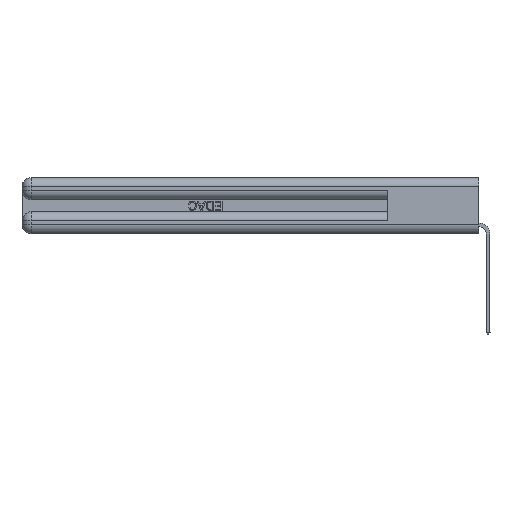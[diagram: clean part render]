
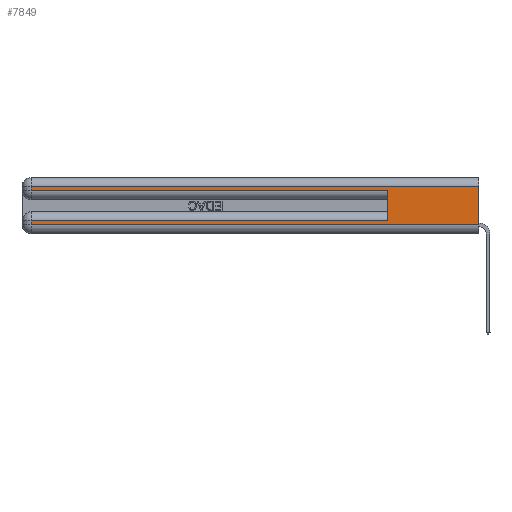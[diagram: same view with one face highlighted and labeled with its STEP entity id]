
A CAD part, left-side view. The second image highlights one B-rep face of the part: STEP entity #7849.
In plain terms, the highlighted planar face has unit normal (-1, 0, 0).
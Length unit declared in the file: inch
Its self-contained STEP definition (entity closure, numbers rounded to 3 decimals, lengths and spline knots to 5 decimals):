
#415 = VERTEX_POINT ( 'NONE', #9898 ) ;
#881 = DIRECTION ( 'NONE',  ( 0., 1., 0. ) ) ;
#1246 = VERTEX_POINT ( 'NONE', #13710 ) ;
#1909 = EDGE_LOOP ( 'NONE', ( #10737, #9843, #16015, #11836, #6500, #28651, #19152, #23675 ) ) ;
#1965 = DIRECTION ( 'NONE',  ( 0., 1., 0. ) ) ;
#1978 = CARTESIAN_POINT ( 'NONE',  ( 0., 2.94, 0.285 ) ) ;
#2082 = EDGE_CURVE ( 'NONE', #14953, #1246, #3789, .T. ) ;
#3199 = EDGE_CURVE ( 'NONE', #13849, #23328, #25070, .T. ) ;
#3637 = AXIS2_PLACEMENT_3D ( 'NONE', #29628, #17266, #15007 ) ;
#3789 = LINE ( 'NONE', #11171, #13904 ) ;
#4521 = CARTESIAN_POINT ( 'NONE',  ( 0., 0., 0.085 ) ) ;
#4611 = EDGE_CURVE ( 'NONE', #9024, #13291, #5314, .T. ) ;
#4986 = LINE ( 'NONE', #29454, #30493 ) ;
#5292 = DIRECTION ( 'NONE',  ( 0., 0., -1. ) ) ;
#5314 = LINE ( 'NONE', #27511, #23185 ) ;
#6500 = ORIENTED_EDGE ( 'NONE', *, *, #11760, .F. ) ;
#6933 = DIRECTION ( 'NONE',  ( 0., -1., 0. ) ) ;
#7849 = ADVANCED_FACE ( 'NONE', ( #22258 ), #12902, .F. ) ;
#8020 = CARTESIAN_POINT ( 'NONE',  ( 0., 2.94, 0.37 ) ) ;
#8455 = VECTOR ( 'NONE', #1965, 39.37008 ) ;
#9024 = VERTEX_POINT ( 'NONE', #16652 ) ;
#9843 = ORIENTED_EDGE ( 'NONE', *, *, #30324, .T. ) ;
#9898 = CARTESIAN_POINT ( 'NONE',  ( 0., 0.6, 0.285 ) ) ;
#10692 = EDGE_CURVE ( 'NONE', #23328, #415, #4986, .T. ) ;
#10737 = ORIENTED_EDGE ( 'NONE', *, *, #4611, .F. ) ;
#11171 = CARTESIAN_POINT ( 'NONE',  ( 0., 2.94, 0.37 ) ) ;
#11453 = EDGE_CURVE ( 'NONE', #1246, #13291, #11846, .T. ) ;
#11683 = LINE ( 'NONE', #16702, #21536 ) ;
#11736 = VECTOR ( 'NONE', #21689, 39.37008 ) ;
#11760 = EDGE_CURVE ( 'NONE', #13625, #415, #11683, .T. ) ;
#11836 = ORIENTED_EDGE ( 'NONE', *, *, #10692, .T. ) ;
#11846 = LINE ( 'NONE', #16548, #11736 ) ;
#12263 = VECTOR ( 'NONE', #881, 39.37008 ) ;
#12852 = EDGE_CURVE ( 'NONE', #13625, #14953, #24005, .T. ) ;
#12902 = PLANE ( 'NONE',  #3637 ) ;
#12928 = CARTESIAN_POINT ( 'NONE',  ( 0., 0., 0.31 ) ) ;
#13291 = VERTEX_POINT ( 'NONE', #27000 ) ;
#13625 = VERTEX_POINT ( 'NONE', #13636 ) ;
#13636 = CARTESIAN_POINT ( 'NONE',  ( 0., 0.6, 0.085 ) ) ;
#13710 = CARTESIAN_POINT ( 'NONE',  ( 0., 2.94, 0.06 ) ) ;
#13849 = VERTEX_POINT ( 'NONE', #31322 ) ;
#13904 = VECTOR ( 'NONE', #28390, 39.37008 ) ;
#14953 = VERTEX_POINT ( 'NONE', #23796 ) ;
#15007 = DIRECTION ( 'NONE',  ( 0., 0., -1. ) ) ;
#16015 = ORIENTED_EDGE ( 'NONE', *, *, #3199, .T. ) ;
#16548 = CARTESIAN_POINT ( 'NONE',  ( 0., 0., 0.06 ) ) ;
#16652 = CARTESIAN_POINT ( 'NONE',  ( 0., 0., 0.31 ) ) ;
#16702 = CARTESIAN_POINT ( 'NONE',  ( 0., 0.6, 0.145 ) ) ;
#17266 = DIRECTION ( 'NONE',  ( 1., 0., 0. ) ) ;
#17873 = DIRECTION ( 'NONE',  ( 0., 0., -1. ) ) ;
#19152 = ORIENTED_EDGE ( 'NONE', *, *, #2082, .T. ) ;
#21536 = VECTOR ( 'NONE', #26496, 39.37008 ) ;
#21689 = DIRECTION ( 'NONE',  ( 0., -1., 0. ) ) ;
#22258 = FACE_OUTER_BOUND ( 'NONE', #1909, .T. ) ;
#23185 = VECTOR ( 'NONE', #17873, 39.37008 ) ;
#23328 = VERTEX_POINT ( 'NONE', #1978 ) ;
#23675 = ORIENTED_EDGE ( 'NONE', *, *, #11453, .T. ) ;
#23796 = CARTESIAN_POINT ( 'NONE',  ( 0., 2.94, 0.085 ) ) ;
#24005 = LINE ( 'NONE', #4521, #8455 ) ;
#25070 = LINE ( 'NONE', #8020, #26365 ) ;
#26365 = VECTOR ( 'NONE', #5292, 39.37008 ) ;
#26496 = DIRECTION ( 'NONE',  ( 0., 0., 1. ) ) ;
#27000 = CARTESIAN_POINT ( 'NONE',  ( 0., 0., 0.06 ) ) ;
#27511 = CARTESIAN_POINT ( 'NONE',  ( 0., 0., 0.37 ) ) ;
#27558 = LINE ( 'NONE', #12928, #12263 ) ;
#28390 = DIRECTION ( 'NONE',  ( 0., 0., -1. ) ) ;
#28651 = ORIENTED_EDGE ( 'NONE', *, *, #12852, .T. ) ;
#29454 = CARTESIAN_POINT ( 'NONE',  ( 0., 0., 0.285 ) ) ;
#29628 = CARTESIAN_POINT ( 'NONE',  ( 0., 0., 0.37 ) ) ;
#30324 = EDGE_CURVE ( 'NONE', #9024, #13849, #27558, .T. ) ;
#30493 = VECTOR ( 'NONE', #6933, 39.37008 ) ;
#31322 = CARTESIAN_POINT ( 'NONE',  ( 0., 2.94, 0.31 ) ) ;
